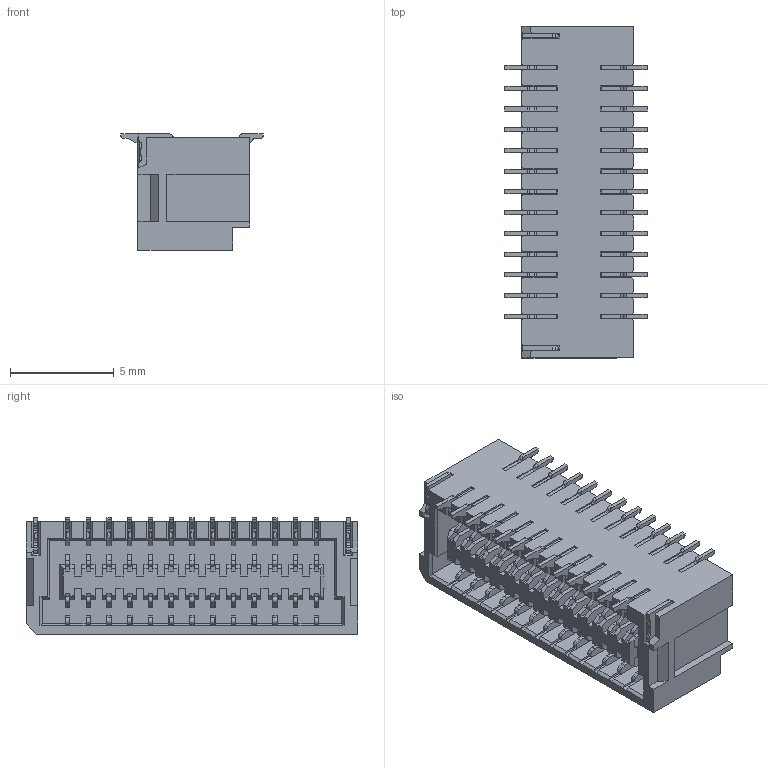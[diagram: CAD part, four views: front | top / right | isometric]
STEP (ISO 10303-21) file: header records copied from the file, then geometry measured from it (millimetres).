
FILE_DESCRIPTION (( 'STEP AP203' ), '1' );
FILE_NAME ('FWF10013-D26B83NAM.STEP', '2025-11-21T03:42:47', ( '' ), ( '' ), 'SwSTEP 2.0', 'SolidWorks 2021', '' );
FILE_SCHEMA (( 'CONFIG_CONTROL_DESIGN' ));
Products named in the file (1): FWF10013-D26B83NAM
Bounding box: 6.86 x 16 x 5.62 mm (x, y, z)
Volume: 311.5 mm3; surface area: 1363.4 mm2
Topology: 1 solids, 14 shells, 3036 faces, 9420 edges, 6186 vertices
Faces by surface type: plane 2235, bspline 801
Entity records: 117598 total; most frequent: CARTESIAN_POINT 39982, ORIENTED_EDGE 18840, DIRECTION 12170, EDGE_CURVE 9420, LINE 7698, VECTOR 7698, VERTEX_POINT 6186, EDGE_LOOP 3134
